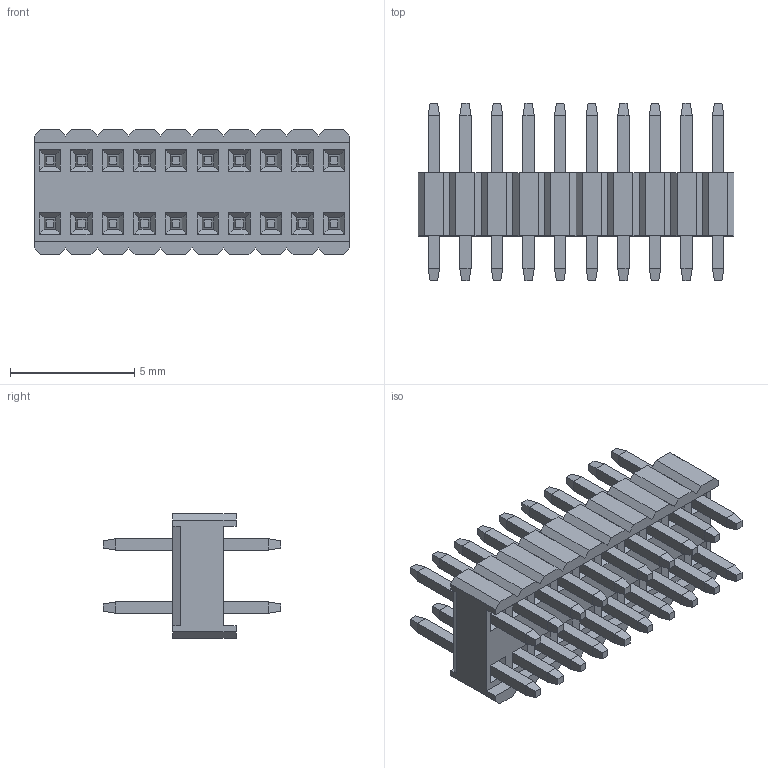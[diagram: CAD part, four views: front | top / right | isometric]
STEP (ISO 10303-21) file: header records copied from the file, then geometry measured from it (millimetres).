
FILE_DESCRIPTION( ('This file contains a STEP AP42 implementation' ,'as created by ZW3D STEP Interface translator.') ,'2;1' );
FILE_NAME( '1425-1210XXS071XXXX001.stp' ,'23 320. 82710', (''), ('ZWCAD Software Co.'), 'Version 1.0', 'ZW3D to STEP translator', '' );
FILE_SCHEMA(('AUTOMOTIVE_DESIGN { 1 0 10303 214 1 1 1 1 }'));
Length unit declared in the file: millimetre
Products named in the file (2): 0; 1425-1210XXS071XXXX001
Bounding box: 12.7 x 7.14 x 5 mm (x, y, z)
Volume: 150.2 mm3; surface area: 568.4 mm2
Topology: 21 solids, 21 shells, 550 faces, 1257 edges, 758 vertices
Faces by surface type: plane 550
Entity records: 15448 total; most frequent: CARTESIAN_POINT 2566, ORIENTED_EDGE 2514, DIRECTION 2359, VECTOR 1257, LINE 1257, EDGE_CURVE 1257, VERTEX_POINT 758, EDGE_LOOP 599
